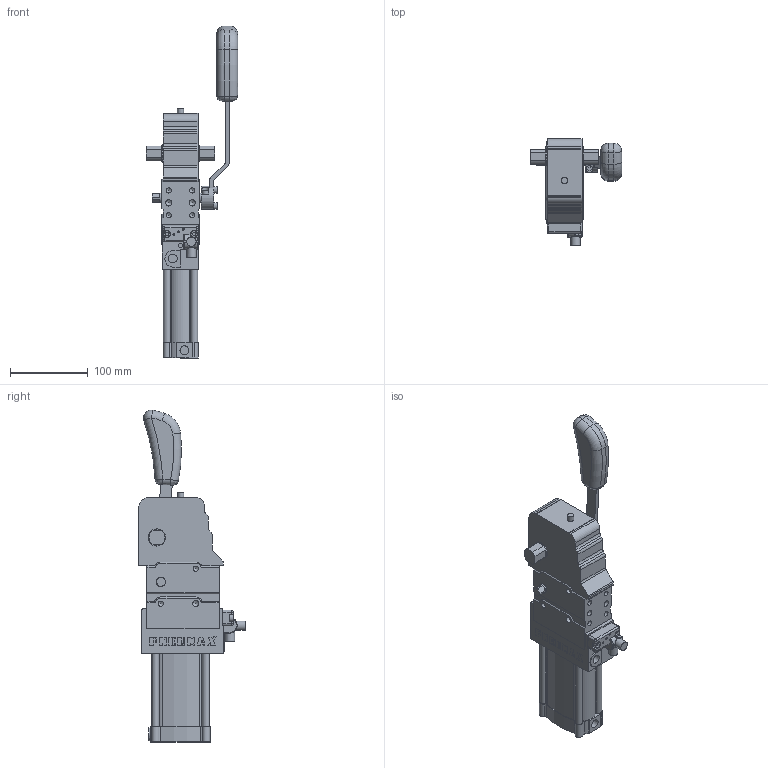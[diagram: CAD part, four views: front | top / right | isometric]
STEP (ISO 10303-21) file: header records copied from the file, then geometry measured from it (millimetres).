
FILE_DESCRIPTION(/* description */ (''),/* implementation_level */ '2;1');
FILE_NAME(/* name */ 'C2D250EN.stp',/* time_stamp */ '2015-06-30T11:15:33+02:00',/* author */ ('donadda1'),/* organization */ ('Pneumax S.p.A.'),/* preprocessor_version */ 'ST-DEVELOPER v15.2',/* originating_system */ 'Autodesk Inventor 2014',/* authorisation */ '');
FILE_SCHEMA (('AUTOMOTIVE_DESIGN { 1 0 10303 214 3 1 1 }'));
Length unit declared in the file: millimetre
Products named in the file (5): CHIUSURA 50-NAAMS-MANUALE; SENSOR_PNX; SENSOR_PNX_CONN_90°; HAND-LEVER-D2; C2D250EN
Bounding box: 117.5 x 137.17 x 427.02 mm (x, y, z)
Volume: 1366498 mm3; surface area: 140599.6 mm2
Topology: 4 solids, 4 shells, 509 faces, 1408 edges, 964 vertices
Faces by surface type: plane 282, cylinder 164, cone 30, torus 16, bspline 13, sphere 4
Full cylindrical faces by diameter (mm): 4.134 x2, 5 x4, 5.489 x4, 6.647 x12, 7.9 x1, 8 x6, 8.5 x8, 11.445 x2, 12 x4, 17 x2, 22 x3, 30 x1
Entity records: 16344 total; most frequent: CARTESIAN_POINT 3256, DIRECTION 2769, ORIENTED_EDGE 2608, EDGE_CURVE 1304, AXIS2_PLACEMENT_3D 993, VERTEX_POINT 931, LINE 783, VECTOR 783
